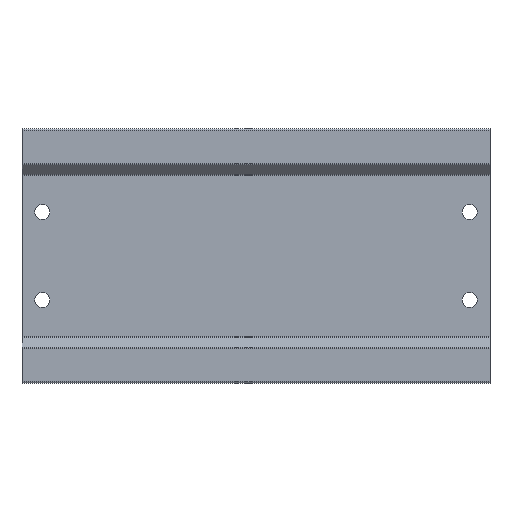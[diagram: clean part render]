
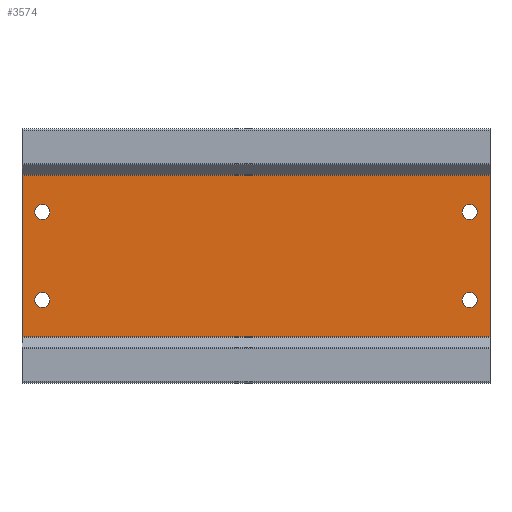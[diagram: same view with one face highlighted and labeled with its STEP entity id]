
A CAD part, front view. The second image highlights one B-rep face of the part: STEP entity #3574.
In plain terms, the highlighted planar face has unit normal (0, -1, 0).
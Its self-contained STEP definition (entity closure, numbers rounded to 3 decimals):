
#83 = VERTEX_POINT ( 'NONE', #1773 ) ;
#105 = EDGE_CURVE ( 'NONE', #1535, #2667, #2497, .T. ) ;
#139 = CARTESIAN_POINT ( 'NONE',  ( -69., -12., 24. ) ) ;
#146 = ORIENTED_EDGE ( 'NONE', *, *, #4037, .T. ) ;
#183 = CARTESIAN_POINT ( 'NONE',  ( 63., -12., -10.75 ) ) ;
#233 = VERTEX_POINT ( 'NONE', #862 ) ;
#246 = EDGE_CURVE ( 'NONE', #1229, #83, #2157, .T. ) ;
#296 = ORIENTED_EDGE ( 'NONE', *, *, #1938, .T. ) ;
#384 = VERTEX_POINT ( 'NONE', #3072 ) ;
#466 = VECTOR ( 'NONE', #1101, 1000. ) ;
#475 = CARTESIAN_POINT ( 'NONE',  ( 63., -12., -13. ) ) ;
#545 = CARTESIAN_POINT ( 'NONE',  ( -63., -12., -15.25 ) ) ;
#546 = EDGE_CURVE ( 'NONE', #233, #384, #3168, .T. ) ;
#561 = CARTESIAN_POINT ( 'NONE',  ( -63., -12., -13. ) ) ;
#564 = EDGE_LOOP ( 'NONE', ( #3689, #2844 ) ) ;
#573 = CARTESIAN_POINT ( 'NONE',  ( 69., -12., -23.793 ) ) ;
#671 = DIRECTION ( 'NONE',  ( 0., 0., 1. ) ) ;
#672 = EDGE_CURVE ( 'NONE', #3443, #3752, #3786, .T. ) ;
#708 = CARTESIAN_POINT ( 'NONE',  ( 63., -12., -15.25 ) ) ;
#723 = CARTESIAN_POINT ( 'NONE',  ( -69., -12., 23.793 ) ) ;
#744 = DIRECTION ( 'NONE',  ( 0., 0., 1. ) ) ;
#792 = CARTESIAN_POINT ( 'NONE',  ( 69., -12., 24. ) ) ;
#838 = DIRECTION ( 'NONE',  ( 0., 1., 0. ) ) ;
#844 = DIRECTION ( 'NONE',  ( 0., 0., 1. ) ) ;
#851 = FACE_BOUND ( 'NONE', #3107, .T. ) ;
#862 = CARTESIAN_POINT ( 'NONE',  ( -69., -12., -23.793 ) ) ;
#910 = CIRCLE ( 'NONE', #4235, 2.25 ) ;
#911 = CARTESIAN_POINT ( 'NONE',  ( 63., -12., 10.75 ) ) ;
#912 = ORIENTED_EDGE ( 'NONE', *, *, #105, .T. ) ;
#953 = DIRECTION ( 'NONE',  ( 0., 0., 1. ) ) ;
#970 = FACE_BOUND ( 'NONE', #3558, .T. ) ;
#999 = ORIENTED_EDGE ( 'NONE', *, *, #3852, .T. ) ;
#1014 = DIRECTION ( 'NONE',  ( 0., 1., 0. ) ) ;
#1101 = DIRECTION ( 'NONE',  ( -1., 0., 0. ) ) ;
#1113 = CARTESIAN_POINT ( 'NONE',  ( -63., -12., 15.25 ) ) ;
#1191 = VERTEX_POINT ( 'NONE', #545 ) ;
#1211 = EDGE_CURVE ( 'NONE', #3173, #1191, #3682, .T. ) ;
#1222 = VECTOR ( 'NONE', #744, 1000. ) ;
#1226 = ORIENTED_EDGE ( 'NONE', *, *, #1337, .T. ) ;
#1229 = VERTEX_POINT ( 'NONE', #911 ) ;
#1234 = ORIENTED_EDGE ( 'NONE', *, *, #2752, .T. ) ;
#1236 = AXIS2_PLACEMENT_3D ( 'NONE', #475, #3047, #844 ) ;
#1337 = EDGE_CURVE ( 'NONE', #233, #3443, #4388, .T. ) ;
#1383 = CARTESIAN_POINT ( 'NONE',  ( 69., -12., -23.793 ) ) ;
#1422 = CARTESIAN_POINT ( 'NONE',  ( -69., -12., 24. ) ) ;
#1429 = AXIS2_PLACEMENT_3D ( 'NONE', #561, #3137, #953 ) ;
#1463 = LINE ( 'NONE', #723, #466 ) ;
#1535 = VERTEX_POINT ( 'NONE', #1113 ) ;
#1545 = DIRECTION ( 'NONE',  ( 0., 1., 0. ) ) ;
#1548 = DIRECTION ( 'NONE',  ( 0., 0., 1. ) ) ;
#1586 = DIRECTION ( 'NONE',  ( 0., 0., 1. ) ) ;
#1604 = DIRECTION ( 'NONE',  ( 0., 1., 0. ) ) ;
#1613 = CARTESIAN_POINT ( 'NONE',  ( -63., -12., 13. ) ) ;
#1713 = AXIS2_PLACEMENT_3D ( 'NONE', #3035, #838, #3406 ) ;
#1740 = EDGE_LOOP ( 'NONE', ( #146, #4089 ) ) ;
#1745 = VERTEX_POINT ( 'NONE', #183 ) ;
#1773 = CARTESIAN_POINT ( 'NONE',  ( 63., -12., 15.25 ) ) ;
#1844 = FACE_BOUND ( 'NONE', #564, .T. ) ;
#1883 = CARTESIAN_POINT ( 'NONE',  ( -63., -12., 10.75 ) ) ;
#1936 = VERTEX_POINT ( 'NONE', #708 ) ;
#1938 = EDGE_CURVE ( 'NONE', #3752, #384, #1463, .T. ) ;
#2035 = AXIS2_PLACEMENT_3D ( 'NONE', #1613, #1604, #1586 ) ;
#2049 = DIRECTION ( 'NONE',  ( 0., 1., 0. ) ) ;
#2138 = CIRCLE ( 'NONE', #1236, 2.25 ) ;
#2155 = PLANE ( 'NONE',  #4322 ) ;
#2157 = CIRCLE ( 'NONE', #4432, 2.25 ) ;
#2203 = DIRECTION ( 'NONE',  ( 0., 1., 0. ) ) ;
#2340 = CARTESIAN_POINT ( 'NONE',  ( 63., -12., 13. ) ) ;
#2369 = ORIENTED_EDGE ( 'NONE', *, *, #246, .T. ) ;
#2408 = CIRCLE ( 'NONE', #4440, 2.25 ) ;
#2495 = DIRECTION ( 'NONE',  ( 1., 0., 0. ) ) ;
#2497 = CIRCLE ( 'NONE', #2035, 2.25 ) ;
#2539 = CIRCLE ( 'NONE', #3692, 2.25 ) ;
#2667 = VERTEX_POINT ( 'NONE', #1883 ) ;
#2752 = EDGE_CURVE ( 'NONE', #83, #1229, #2881, .T. ) ;
#2844 = ORIENTED_EDGE ( 'NONE', *, *, #4573, .T. ) ;
#2881 = CIRCLE ( 'NONE', #1713, 2.25 ) ;
#2886 = DIRECTION ( 'NONE',  ( 0., 1., 0. ) ) ;
#3035 = CARTESIAN_POINT ( 'NONE',  ( 63., -12., 13. ) ) ;
#3047 = DIRECTION ( 'NONE',  ( 0., 1., 0. ) ) ;
#3072 = CARTESIAN_POINT ( 'NONE',  ( -69., -12., 23.793 ) ) ;
#3107 = EDGE_LOOP ( 'NONE', ( #912, #999 ) ) ;
#3137 = DIRECTION ( 'NONE',  ( 0., 1., 0. ) ) ;
#3168 = LINE ( 'NONE', #139, #1222 ) ;
#3173 = VERTEX_POINT ( 'NONE', #4055 ) ;
#3201 = CARTESIAN_POINT ( 'NONE',  ( -63., -12., -13. ) ) ;
#3270 = ORIENTED_EDGE ( 'NONE', *, *, #672, .T. ) ;
#3406 = DIRECTION ( 'NONE',  ( 0., 0., 1. ) ) ;
#3443 = VERTEX_POINT ( 'NONE', #573 ) ;
#3447 = EDGE_LOOP ( 'NONE', ( #3270, #296, #4276, #1226 ) ) ;
#3558 = EDGE_LOOP ( 'NONE', ( #1234, #2369 ) ) ;
#3574 = ADVANCED_FACE ( 'NONE', ( #1844, #851, #3982, #970, #4574 ), #2155, .F. ) ;
#3579 = DIRECTION ( 'NONE',  ( 0., 0., 1. ) ) ;
#3682 = CIRCLE ( 'NONE', #1429, 2.25 ) ;
#3686 = VECTOR ( 'NONE', #1548, 1000. ) ;
#3689 = ORIENTED_EDGE ( 'NONE', *, *, #1211, .T. ) ;
#3692 = AXIS2_PLACEMENT_3D ( 'NONE', #4193, #2049, #4536 ) ;
#3716 = CARTESIAN_POINT ( 'NONE',  ( -63., -12., 13. ) ) ;
#3752 = VERTEX_POINT ( 'NONE', #3995 ) ;
#3786 = LINE ( 'NONE', #792, #3686 ) ;
#3852 = EDGE_CURVE ( 'NONE', #2667, #1535, #910, .T. ) ;
#3927 = EDGE_CURVE ( 'NONE', #1936, #1745, #2138, .T. ) ;
#3982 = FACE_BOUND ( 'NONE', #1740, .T. ) ;
#3995 = CARTESIAN_POINT ( 'NONE',  ( 69., -12., 23.793 ) ) ;
#4037 = EDGE_CURVE ( 'NONE', #1745, #1936, #2539, .T. ) ;
#4055 = CARTESIAN_POINT ( 'NONE',  ( -63., -12., -10.75 ) ) ;
#4063 = DIRECTION ( 'NONE',  ( 0., 0., 1. ) ) ;
#4089 = ORIENTED_EDGE ( 'NONE', *, *, #3927, .T. ) ;
#4193 = CARTESIAN_POINT ( 'NONE',  ( 63., -12., -13. ) ) ;
#4235 = AXIS2_PLACEMENT_3D ( 'NONE', #3716, #1545, #4063 ) ;
#4276 = ORIENTED_EDGE ( 'NONE', *, *, #546, .F. ) ;
#4322 = AXIS2_PLACEMENT_3D ( 'NONE', #1422, #2886, #671 ) ;
#4328 = DIRECTION ( 'NONE',  ( 0., 0., 1. ) ) ;
#4339 = VECTOR ( 'NONE', #2495, 1000. ) ;
#4388 = LINE ( 'NONE', #1383, #4339 ) ;
#4432 = AXIS2_PLACEMENT_3D ( 'NONE', #2340, #2203, #4328 ) ;
#4440 = AXIS2_PLACEMENT_3D ( 'NONE', #3201, #1014, #3579 ) ;
#4536 = DIRECTION ( 'NONE',  ( 0., 0., 1. ) ) ;
#4573 = EDGE_CURVE ( 'NONE', #1191, #3173, #2408, .T. ) ;
#4574 = FACE_OUTER_BOUND ( 'NONE', #3447, .T. ) ;
